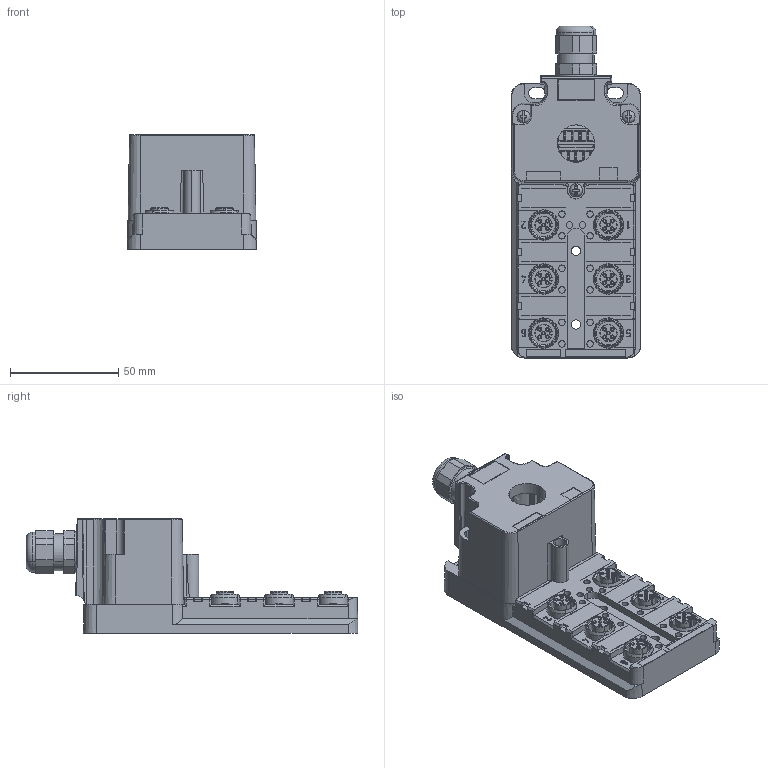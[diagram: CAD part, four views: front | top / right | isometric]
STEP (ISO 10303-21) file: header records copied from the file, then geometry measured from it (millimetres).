
FILE_DESCRIPTION(('CATIA V5 STEP Exchange','CAx-IF Rec.Pracs.--- Model Styling and Organization---1.5--- 2016-08-15','CAx-IF Rec.Pracs.---Supplemental Geometry---1.0---2011-11-01','CAx-IF Rec.Pracs.--- Composite Materials ---1.1---2010-07-15'),'2;1');
FILE_NAME ('018986-2_1', '2025-10-06T05:49:05+00:00', ('none'), ('Weidmueller'), 'CATIA Version 5-6 Release 2024 SP4', 'CATIA V5 STEP AP214 v3', 'none');
FILE_SCHEMA(('AUTOMOTIVE_DESIGN { 1 0 10303 214 1 1 1 1 }'));
Products named in the file (1): 1701242000
Bounding box: 60 x 153.5 x 53 mm (x, y, z)
Volume: 153907.8 mm3; surface area: 69252.7 mm2
Topology: 2 solids, 43 shells, 2182 faces, 5510 edges, 3550 vertices
Faces by surface type: plane 1196, cylinder 660, cone 248, torus 54, sphere 16, bspline 8
Entity records: 62742 total; most frequent: CARTESIAN_POINT 12672, ORIENTED_EDGE 10980, DIRECTION 7907, EDGE_CURVE 5490, VERTEX_POINT 3550, VECTOR 3324, LINE 3324, AXIS2_PLACEMENT_3D 3137
